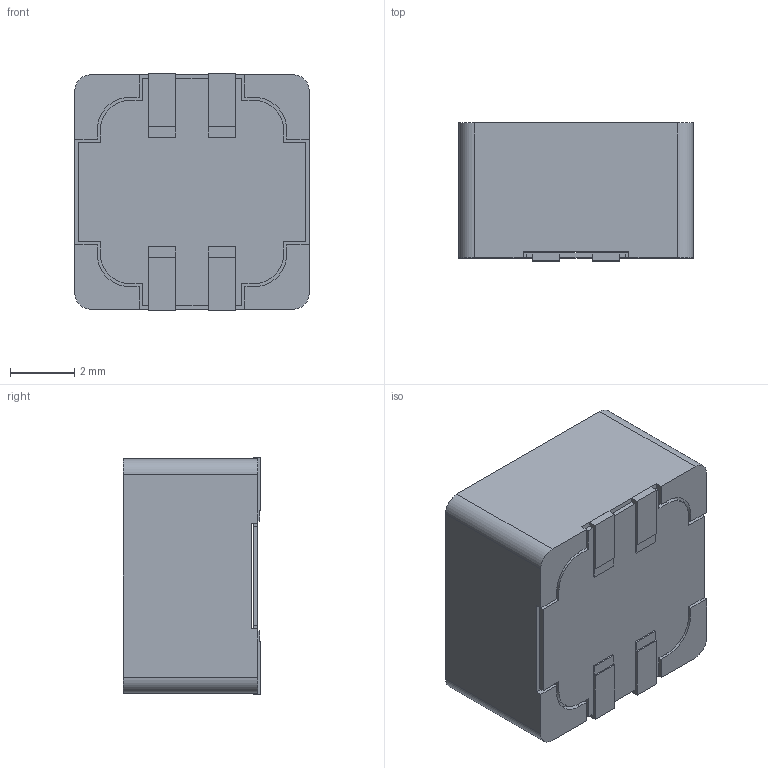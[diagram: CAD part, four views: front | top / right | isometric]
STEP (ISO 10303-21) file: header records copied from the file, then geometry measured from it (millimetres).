
FILE_DESCRIPTION (( 'STEP AP214' ), '1' );
FILE_NAME ('User Library-Line Filter 7.3x7.3x4.2H.STEP', '2019-02-14T11:43:22', ( '' ), ( '' ), 'SwSTEP 2.0', 'SolidWorks 2019', '' );
FILE_SCHEMA (( 'AUTOMOTIVE_DESIGN' ));
Length unit declared in the file: millimetre
Products named in the file (1): User Library-Line Filter 7.3x7.3x4.2H
Bounding box: 7.3 x 4.29 x 7.4 mm (x, y, z)
Volume: 218.5 mm3; surface area: 324 mm2
Topology: 2 solids, 2 shells, 221 faces, 603 edges, 402 vertices
Faces by surface type: plane 168, bspline 33, cylinder 20
Entity records: 9439 total; most frequent: CARTESIAN_POINT 3020, ORIENTED_EDGE 1206, DIRECTION 955, EDGE_CURVE 603, LINE 497, VECTOR 497, VERTEX_POINT 402, EDGE_LOOP 237
